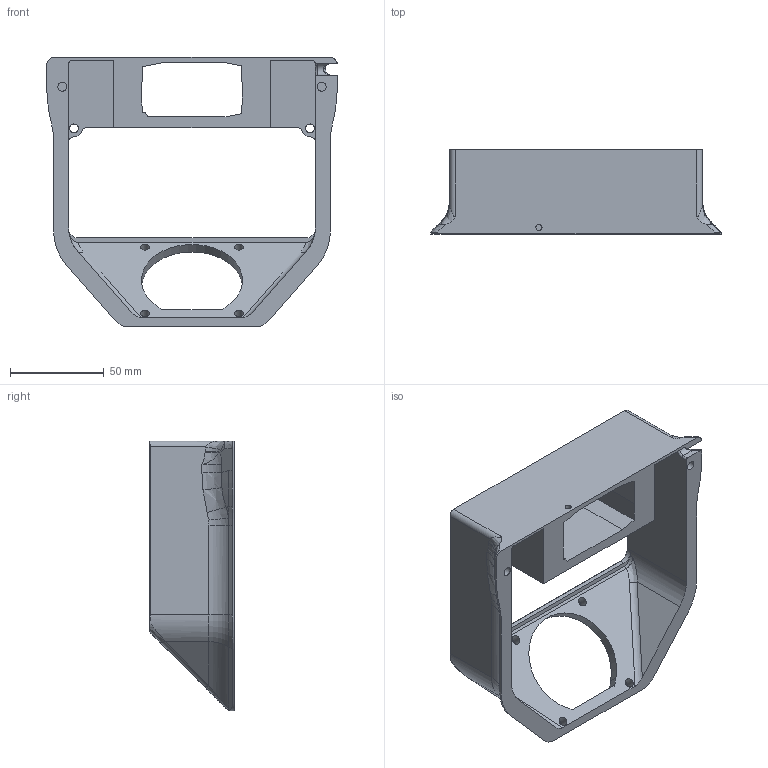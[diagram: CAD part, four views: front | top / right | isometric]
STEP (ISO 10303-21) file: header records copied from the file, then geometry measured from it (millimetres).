
FILE_DESCRIPTION(/* description */ (''),/* implementation_level */ '2;1');
FILE_NAME(/* name */ '',/* time_stamp */ '2025-12-16T11:40:43+08:00',/* author */ ('17232'),/* organization */ (''),/* preprocessor_version */ 'ST-DEVELOPER v20.1',/* originating_system */ 'Autodesk Inventor 2026',/* authorisation */ '');
FILE_SCHEMA (('AUTOMOTIVE_DESIGN { 1 0 10303 214 3 1 1 }'));
Length unit declared in the file: millimetre
Products named in the file (3): 部件1; 零件1; 零件2
Assembly tree (2 placements, depth 2):
  部件1
    零件1
    零件2
Bounding box: 154.8 x 45 x 143.7 mm (x, y, z)
Volume: 136522.8 mm3; surface area: 64902.9 mm2
Topology: 1 solids, 1 shells, 191 faces, 512 edges, 322 vertices
Faces by surface type: plane 67, bspline 52, cylinder 51, cone 18, torus 3
Full cylindrical faces by diameter (mm): 3.3 x1, 4.7 x8
Entity records: 9845 total; most frequent: CARTESIAN_POINT 4957, ORIENTED_EDGE 1020, DIRECTION 883, EDGE_CURVE 510, VERTEX_POINT 322, AXIS2_PLACEMENT_3D 321, LINE 241, VECTOR 241
